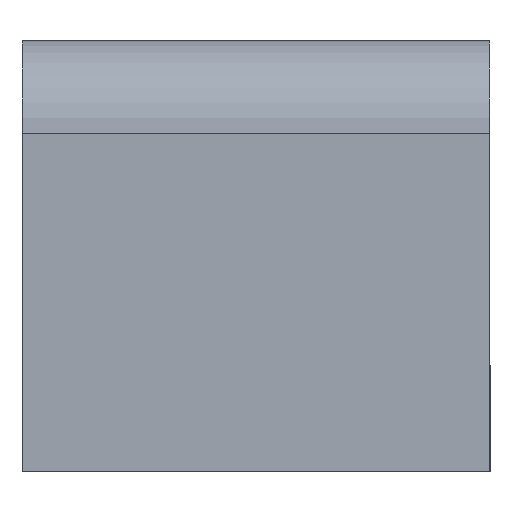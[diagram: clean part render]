
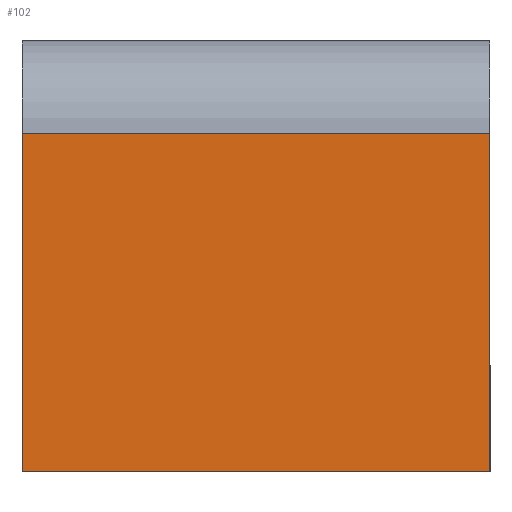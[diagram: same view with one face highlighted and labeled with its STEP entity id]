
A CAD part, left-side view. The second image highlights one B-rep face of the part: STEP entity #102.
In plain terms, the highlighted planar face has unit normal (-1, 0, 0).
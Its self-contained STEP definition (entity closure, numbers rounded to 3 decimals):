
#17=PLANE('',#112);
#23=FACE_OUTER_BOUND('',#29,.T.);
#29=EDGE_LOOP('',(#83,#84,#85,#86));
#33=LINE('',#150,#43);
#35=LINE('',#156,#45);
#38=LINE('',#162,#48);
#39=LINE('',#163,#49);
#43=VECTOR('',#122,1.);
#45=VECTOR('',#128,1.);
#48=VECTOR('',#133,1.);
#49=VECTOR('',#134,1.);
#56=VERTEX_POINT('',#147);
#57=VERTEX_POINT('',#149);
#59=VERTEX_POINT('',#155);
#61=VERTEX_POINT('',#161);
#64=EDGE_CURVE('',#56,#57,#33,.T.);
#67=EDGE_CURVE('',#57,#59,#35,.T.);
#70=EDGE_CURVE('',#56,#61,#38,.T.);
#71=EDGE_CURVE('',#59,#61,#39,.T.);
#83=ORIENTED_EDGE('',*,*,#64,.F.);
#84=ORIENTED_EDGE('',*,*,#70,.T.);
#85=ORIENTED_EDGE('',*,*,#71,.F.);
#86=ORIENTED_EDGE('',*,*,#67,.F.);
#102=ADVANCED_FACE('',(#23),#17,.T.);
#112=AXIS2_PLACEMENT_3D('',#160,#131,#132);
#122=DIRECTION('',(0.,-1.,0.));
#128=DIRECTION('',(0.,0.,-1.));
#131=DIRECTION('center_axis',(-1.,0.,0.));
#132=DIRECTION('ref_axis',(0.,0.,1.));
#133=DIRECTION('',(0.,0.,-1.));
#134=DIRECTION('',(0.,1.,0.));
#147=CARTESIAN_POINT('',(0.,100.,72.251));
#149=CARTESIAN_POINT('',(0.,0.,72.251));
#150=CARTESIAN_POINT('',(0.,0.,72.251));
#155=CARTESIAN_POINT('',(0.,0.,0.));
#156=CARTESIAN_POINT('',(0.,0.,100.));
#160=CARTESIAN_POINT('Origin',(0.,0.,100.));
#161=CARTESIAN_POINT('',(0.,100.,0.));
#162=CARTESIAN_POINT('',(0.,100.,100.));
#163=CARTESIAN_POINT('',(0.,0.,0.));
